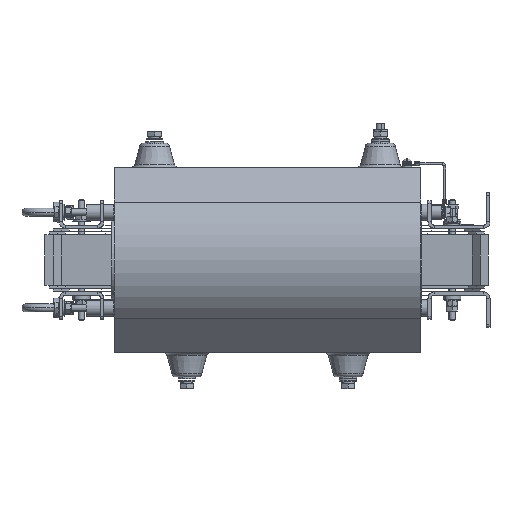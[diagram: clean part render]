
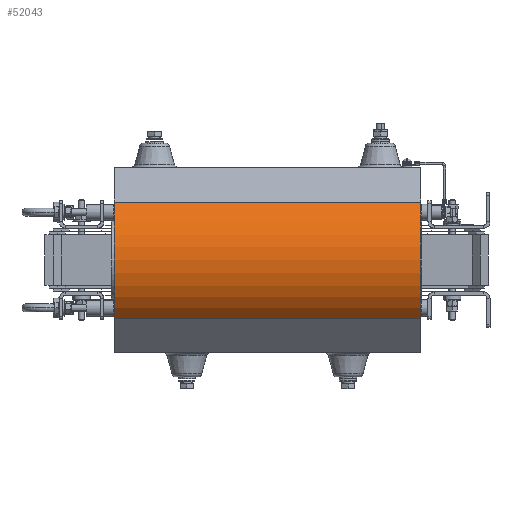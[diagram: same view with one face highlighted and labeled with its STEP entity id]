
A CAD part, left-side view. The second image highlights one B-rep face of the part: STEP entity #52043.
In plain terms, the highlighted cylindrical face has radius 100 mm (diameter 200 mm), a partial arc.
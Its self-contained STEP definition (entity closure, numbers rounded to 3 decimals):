
#4433 = ORIENTED_EDGE ( 'NONE', *, *, #46295, .F. ) ;
#4488 = ORIENTED_EDGE ( 'NONE', *, *, #46294, .T. ) ;
#4659 = ORIENTED_EDGE ( 'NONE', *, *, #46273, .F. ) ;
#4694 = ORIENTED_EDGE ( 'NONE', *, *, #46275, .T. ) ;
#17593 = VERTEX_POINT ( 'NONE', #51951 ) ;
#17639 = VERTEX_POINT ( 'NONE', #51930 ) ;
#17750 = VERTEX_POINT ( 'NONE', #52044 ) ;
#17791 = VERTEX_POINT ( 'NONE', #52068 ) ;
#18108 = DIRECTION ( 'NONE',  ( -1., 0., 0. ) ) ;
#18163 = DIRECTION ( 'NONE',  ( 0., -1., 0. ) ) ;
#18189 = CARTESIAN_POINT ( 'NONE',  ( -279.439, -191., 71.96 ) ) ;
#18192 = DIRECTION ( 'NONE',  ( 0., 1., 0. ) ) ;
#18197 = CARTESIAN_POINT ( 'NONE',  ( -210., -191., 0. ) ) ;
#18285 = CARTESIAN_POINT ( 'NONE',  ( -210., 189., 0. ) ) ;
#18287 = DIRECTION ( 'NONE',  ( 0., 1., 0. ) ) ;
#18294 = CARTESIAN_POINT ( 'NONE',  ( -279.439, -191., -71.96 ) ) ;
#18315 = DIRECTION ( 'NONE',  ( 0., -1., 0. ) ) ;
#18325 = DIRECTION ( 'NONE',  ( -1., 0., 0. ) ) ;
#28470 = VECTOR ( 'NONE', #18192, 1000. ) ;
#28497 = CIRCLE ( 'NONE', #86114, 100. ) ;
#28500 = LINE ( 'NONE', #18189, #28470 ) ;
#28505 = CIRCLE ( 'NONE', #86130, 100. ) ;
#28519 = VECTOR ( 'NONE', #18287, 1000. ) ;
#28548 = LINE ( 'NONE', #18294, #28519 ) ;
#37193 = FACE_OUTER_BOUND ( 'NONE', #37634, .T. ) ;
#37230 = CYLINDRICAL_SURFACE ( 'NONE', #42610, 100. ) ;
#37634 = EDGE_LOOP ( 'NONE', ( #4488, #4433, #4659, #4694 ) ) ;
#42610 = AXIS2_PLACEMENT_3D ( 'NONE', #57853, #57878, #57858 ) ;
#46273 = EDGE_CURVE ( 'NONE', #17750, #17593, #28497, .T. ) ;
#46275 = EDGE_CURVE ( 'NONE', #17750, #17639, #28500, .T. ) ;
#46294 = EDGE_CURVE ( 'NONE', #17639, #17791, #28505, .T. ) ;
#46295 = EDGE_CURVE ( 'NONE', #17593, #17791, #28548, .T. ) ;
#51930 = CARTESIAN_POINT ( 'NONE',  ( -279.439, 189., 71.96 ) ) ;
#51951 = CARTESIAN_POINT ( 'NONE',  ( -279.439, -191., -71.96 ) ) ;
#52043 = ADVANCED_FACE ( 'NONE', ( #37193 ), #37230, .T. ) ;
#52044 = CARTESIAN_POINT ( 'NONE',  ( -279.439, -191., 71.96 ) ) ;
#52068 = CARTESIAN_POINT ( 'NONE',  ( -279.439, 189., -71.96 ) ) ;
#57853 = CARTESIAN_POINT ( 'NONE',  ( -210., -191., 0. ) ) ;
#57858 = DIRECTION ( 'NONE',  ( 1., 0., 0. ) ) ;
#57878 = DIRECTION ( 'NONE',  ( 0., 1., 0. ) ) ;
#86114 = AXIS2_PLACEMENT_3D ( 'NONE', #18197, #18163, #18108 ) ;
#86130 = AXIS2_PLACEMENT_3D ( 'NONE', #18285, #18315, #18325 ) ;
